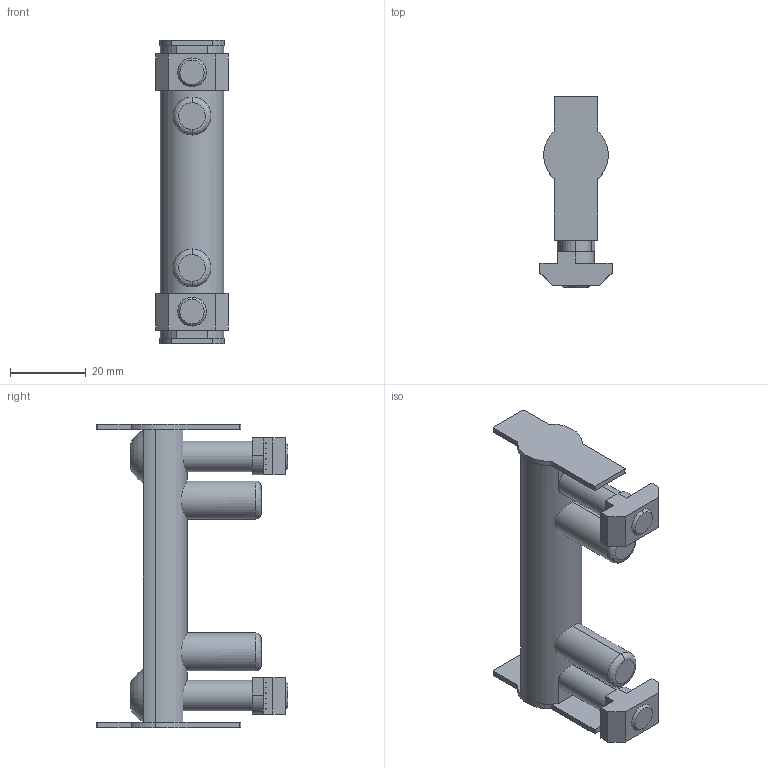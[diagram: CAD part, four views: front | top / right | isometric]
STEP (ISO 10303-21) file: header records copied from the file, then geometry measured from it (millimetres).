
FILE_DESCRIPTION (( 'STEP AP214' ), '1' );
FILE_NAME ('-6121042', '2019-02-04T09:21:19', ( '' ), ('JUGARD+KÜNSTNER GmbH'), 'SwSTEP 2.0', 'SolidWorks 2017', '' );
FILE_SCHEMA (( 'AUTOMOTIVE_DESIGN' ));
Length unit declared in the file: millimetre
Products named in the file (1): -6121042_CNAJF00
Bounding box: 19 x 50.4 x 79.8 mm (x, y, z)
Volume: 21636.7 mm3; surface area: 9307.6 mm2
Topology: 1 solids, 1 shells, 203 faces, 487 edges, 322 vertices
Faces by surface type: plane 147, cylinder 44, bspline 4, cone 4, torus 4
Entity records: 6459 total; most frequent: CARTESIAN_POINT 1392, ORIENTED_EDGE 974, DIRECTION 947, EDGE_CURVE 487, LINE 357, VECTOR 357, VERTEX_POINT 322, AXIS2_PLACEMENT_3D 295
